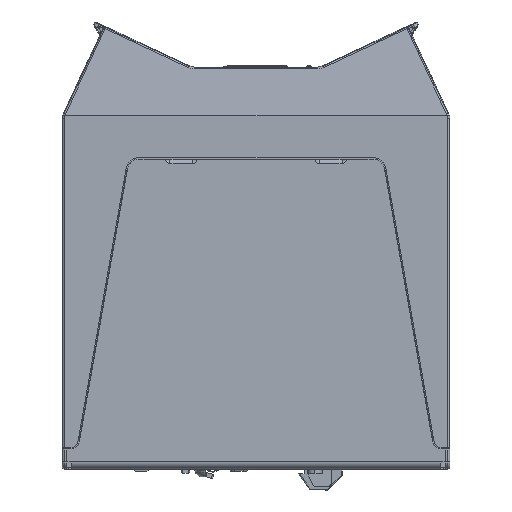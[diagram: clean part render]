
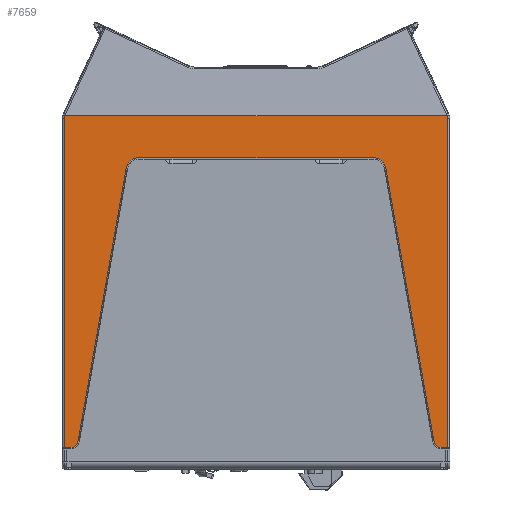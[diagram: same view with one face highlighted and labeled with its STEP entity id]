
A CAD part, left-side view. The second image highlights one B-rep face of the part: STEP entity #7659.
In plain terms, the highlighted planar face has unit normal (-1, 0, 0).
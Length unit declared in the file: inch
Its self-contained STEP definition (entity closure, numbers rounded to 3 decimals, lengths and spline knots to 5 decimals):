
#565 = CARTESIAN_POINT ( 'NONE',  ( -1.02362, 1.60657, 1.33712 ) ) ;
#916 = VERTEX_POINT ( 'NONE', #114498 ) ;
#1458 = ORIENTED_EDGE ( 'NONE', *, *, #17017, .T. ) ;
#1645 = EDGE_CURVE ( 'NONE', #111435, #102845, #103269, .T. ) ;
#1884 = DIRECTION ( 'NONE',  ( 0., -1., 0. ) ) ;
#3163 = CARTESIAN_POINT ( 'NONE',  ( -1.02362, 2.62598, 0.34814 ) ) ;
#5637 = VERTEX_POINT ( 'NONE', #29096 ) ;
#5668 = DIRECTION ( 'NONE',  ( 0., 0., -1. ) ) ;
#6439 = CIRCLE ( 'NONE', #72617, 0.12598 ) ;
#7659 = ADVANCED_FACE ( 'NONE', ( #73957 ), #26296, .T. ) ;
#7872 = AXIS2_PLACEMENT_3D ( 'NONE', #91062, #62906, #73541 ) ;
#8235 = DIRECTION ( 'NONE',  ( 0., -1., 0. ) ) ;
#8636 = DIRECTION ( 'NONE',  ( 0., 1., 0. ) ) ;
#10358 = CARTESIAN_POINT ( 'NONE',  ( -1.02362, 1.78104, 1.36789 ) ) ;
#10545 = LINE ( 'NONE', #97028, #56747 ) ;
#11173 = DIRECTION ( 'NONE',  ( 0., -0.174, 0.985 ) ) ;
#12352 = VECTOR ( 'NONE', #54548, 39.37008 ) ;
#13912 = VECTOR ( 'NONE', #86725, 39.37008 ) ;
#14180 = ORIENTED_EDGE ( 'NONE', *, *, #49535, .T. ) ;
#16599 = EDGE_CURVE ( 'NONE', #88902, #100497, #114120, .T. ) ;
#17017 = EDGE_CURVE ( 'NONE', #40968, #31859, #10545, .T. ) ;
#18045 = CARTESIAN_POINT ( 'NONE',  ( -1.02362, -2.65748, 2.08868 ) ) ;
#18778 = VERTEX_POINT ( 'NONE', #32497 ) ;
#19110 = DIRECTION ( 'NONE',  ( 0., 0., -1. ) ) ;
#19627 = AXIS2_PLACEMENT_3D ( 'NONE', #121355, #103823, #85060 ) ;
#20256 = ORIENTED_EDGE ( 'NONE', *, *, #105147, .F. ) ;
#20284 = LINE ( 'NONE', #29089, #13912 ) ;
#20833 = CARTESIAN_POINT ( 'NONE',  ( -1.02362, -1.60657, 1.33712 ) ) ;
#22637 = CIRCLE ( 'NONE', #102693, 0.12598 ) ;
#25717 = CARTESIAN_POINT ( 'NONE',  ( -1.02362, -1.72045, 1.47284 ) ) ;
#26087 = EDGE_CURVE ( 'NONE', #61784, #112534, #20284, .T. ) ;
#26296 = PLANE ( 'NONE',  #29392 ) ;
#26387 = AXIS2_PLACEMENT_3D ( 'NONE', #565, #78949, #69548 ) ;
#26810 = ORIENTED_EDGE ( 'NONE', *, *, #90253, .T. ) ;
#27164 = CARTESIAN_POINT ( 'NONE',  ( -1.02362, 2.44203, -2.38076 ) ) ;
#29089 = CARTESIAN_POINT ( 'NONE',  ( -1.02362, 1.60657, 1.51429 ) ) ;
#29096 = CARTESIAN_POINT ( 'NONE',  ( -1.02362, 2.62598, 2.05377 ) ) ;
#29212 = EDGE_CURVE ( 'NONE', #31859, #916, #90446, .T. ) ;
#29392 = AXIS2_PLACEMENT_3D ( 'NONE', #92716, #55797, #64568 ) ;
#30194 = LINE ( 'NONE', #41472, #110611 ) ;
#30599 = CARTESIAN_POINT ( 'NONE',  ( -1.02362, -2.62598, -2.46209 ) ) ;
#31859 = VERTEX_POINT ( 'NONE', #10358 ) ;
#32497 = CARTESIAN_POINT ( 'NONE',  ( -1.02362, -2.62598, 2.05377 ) ) ;
#32870 = CARTESIAN_POINT ( 'NONE',  ( -1.02362, -2.62105, 2.08868 ) ) ;
#32999 = VECTOR ( 'NONE', #8636, 39.37008 ) ;
#33461 = ORIENTED_EDGE ( 'NONE', *, *, #117769, .F. ) ;
#34405 = EDGE_CURVE ( 'NONE', #112534, #90326, #109542, .T. ) ;
#34794 = EDGE_CURVE ( 'NONE', #916, #61784, #69683, .T. ) ;
#40968 = VERTEX_POINT ( 'NONE', #27164 ) ;
#41472 = CARTESIAN_POINT ( 'NONE',  ( -1.02362, -1.78104, 1.36789 ) ) ;
#46751 = VERTEX_POINT ( 'NONE', #92553 ) ;
#47015 = DIRECTION ( 'NONE',  ( 1., 0., 0. ) ) ;
#47480 = ORIENTED_EDGE ( 'NONE', *, *, #82508, .T. ) ;
#47873 = DIRECTION ( 'NONE',  ( 1., 0., 0. ) ) ;
#47991 = CIRCLE ( 'NONE', #7872, 0.09843 ) ;
#49535 = EDGE_CURVE ( 'NONE', #62453, #123761, #104109, .T. ) ;
#50844 = CARTESIAN_POINT ( 'NONE',  ( -1.02362, 2.62598, -2.46209 ) ) ;
#54548 = DIRECTION ( 'NONE',  ( 0., 0., 1. ) ) ;
#54593 = CARTESIAN_POINT ( 'NONE',  ( -1.02362, 2.62598, -2.46209 ) ) ;
#55787 = DIRECTION ( 'NONE',  ( 0., 0., 1. ) ) ;
#55797 = DIRECTION ( 'NONE',  ( -1., 0., 0. ) ) ;
#55909 = ORIENTED_EDGE ( 'NONE', *, *, #57457, .T. ) ;
#56747 = VECTOR ( 'NONE', #11173, 39.37008 ) ;
#57457 = EDGE_CURVE ( 'NONE', #60541, #62453, #47991, .T. ) ;
#60541 = VERTEX_POINT ( 'NONE', #110905 ) ;
#61532 = DIRECTION ( 'NONE',  ( 0., -0.174, -0.985 ) ) ;
#61784 = VERTEX_POINT ( 'NONE', #102263 ) ;
#62453 = VERTEX_POINT ( 'NONE', #73827 ) ;
#62906 = DIRECTION ( 'NONE',  ( -1., 0., 0. ) ) ;
#64568 = DIRECTION ( 'NONE',  ( 0., 0., -1. ) ) ;
#64632 = DIRECTION ( 'NONE',  ( -1., 0., 0. ) ) ;
#65950 = CARTESIAN_POINT ( 'NONE',  ( -1.02362, -2.53896, -2.46209 ) ) ;
#66792 = LINE ( 'NONE', #104966, #99587 ) ;
#69548 = DIRECTION ( 'NONE',  ( 0., 0.985, 0.174 ) ) ;
#69683 = CIRCLE ( 'NONE', #19627, 0.17717 ) ;
#71289 = ORIENTED_EDGE ( 'NONE', *, *, #89206, .T. ) ;
#71508 = ORIENTED_EDGE ( 'NONE', *, *, #34405, .T. ) ;
#72617 = AXIS2_PLACEMENT_3D ( 'NONE', #101121, #111134, #92962 ) ;
#73541 = DIRECTION ( 'NONE',  ( 0., 0.985, -0.174 ) ) ;
#73827 = CARTESIAN_POINT ( 'NONE',  ( -1.02362, -2.53896, -2.46209 ) ) ;
#73957 = FACE_OUTER_BOUND ( 'NONE', #83271, .T. ) ;
#75447 = ORIENTED_EDGE ( 'NONE', *, *, #26087, .T. ) ;
#76700 = CARTESIAN_POINT ( 'NONE',  ( -1.02362, -2.5, 2.05377 ) ) ;
#78949 = DIRECTION ( 'NONE',  ( 1., 0., 0. ) ) ;
#81216 = ORIENTED_EDGE ( 'NONE', *, *, #29212, .T. ) ;
#82508 = EDGE_CURVE ( 'NONE', #90326, #46751, #113974, .T. ) ;
#83130 = DIRECTION ( 'NONE',  ( 1., 0., 0. ) ) ;
#83271 = EDGE_LOOP ( 'NONE', ( #33461, #84640, #26810, #1458, #81216, #95120, #75447, #71508, #47480, #71289, #55909, #14180, #99692, #116143, #120177, #20256 ) ) ;
#84640 = ORIENTED_EDGE ( 'NONE', *, *, #16599, .T. ) ;
#85060 = DIRECTION ( 'NONE',  ( 0., 0.643, 0.766 ) ) ;
#86725 = DIRECTION ( 'NONE',  ( 0., -1., 0. ) ) ;
#86820 = AXIS2_PLACEMENT_3D ( 'NONE', #101556, #64632, #5668 ) ;
#88902 = VERTEX_POINT ( 'NONE', #54593 ) ;
#89206 = EDGE_CURVE ( 'NONE', #46751, #60541, #30194, .T. ) ;
#90253 = EDGE_CURVE ( 'NONE', #100497, #40968, #116766, .T. ) ;
#90326 = VERTEX_POINT ( 'NONE', #25717 ) ;
#90446 = CIRCLE ( 'NONE', #26387, 0.17717 ) ;
#91062 = CARTESIAN_POINT ( 'NONE',  ( -1.02362, -2.53896, -2.36367 ) ) ;
#91966 = AXIS2_PLACEMENT_3D ( 'NONE', #20833, #83130, #111910 ) ;
#92553 = CARTESIAN_POINT ( 'NONE',  ( -1.02362, -1.78104, 1.36789 ) ) ;
#92716 = CARTESIAN_POINT ( 'NONE',  ( -1.02362, 0., 0.59756 ) ) ;
#92962 = DIRECTION ( 'NONE',  ( 0., 0.994, 0.112 ) ) ;
#94242 = CARTESIAN_POINT ( 'NONE',  ( -1.02362, -1.60657, 1.51429 ) ) ;
#95120 = ORIENTED_EDGE ( 'NONE', *, *, #34794, .T. ) ;
#95458 = DIRECTION ( 'NONE',  ( 0., -0.994, 0.112 ) ) ;
#96663 = VECTOR ( 'NONE', #1884, 39.37008 ) ;
#96750 = EDGE_CURVE ( 'NONE', #18778, #123761, #66792, .T. ) ;
#97028 = CARTESIAN_POINT ( 'NONE',  ( -1.02362, 2.44203, -2.38076 ) ) ;
#97572 = AXIS2_PLACEMENT_3D ( 'NONE', #113376, #47015, #55787 ) ;
#99587 = VECTOR ( 'NONE', #19110, 39.37008 ) ;
#99692 = ORIENTED_EDGE ( 'NONE', *, *, #96750, .F. ) ;
#100497 = VERTEX_POINT ( 'NONE', #122601 ) ;
#101121 = CARTESIAN_POINT ( 'NONE',  ( -1.02362, 2.5, 2.05377 ) ) ;
#101556 = CARTESIAN_POINT ( 'NONE',  ( -1.02362, 2.53896, -2.36367 ) ) ;
#102263 = CARTESIAN_POINT ( 'NONE',  ( -1.02362, 1.60657, 1.51429 ) ) ;
#102693 = AXIS2_PLACEMENT_3D ( 'NONE', #76700, #47873, #95458 ) ;
#102845 = VERTEX_POINT ( 'NONE', #118246 ) ;
#103269 = LINE ( 'NONE', #18045, #32999 ) ;
#103823 = DIRECTION ( 'NONE',  ( 1., 0., 0. ) ) ;
#104109 = LINE ( 'NONE', #65950, #120436 ) ;
#104966 = CARTESIAN_POINT ( 'NONE',  ( -1.02362, -2.62598, 0.34814 ) ) ;
#105147 = EDGE_CURVE ( 'NONE', #5637, #102845, #6439, .T. ) ;
#106346 = EDGE_CURVE ( 'NONE', #111435, #18778, #22637, .T. ) ;
#109542 = CIRCLE ( 'NONE', #97572, 0.17717 ) ;
#109664 = LINE ( 'NONE', #3163, #12352 ) ;
#110611 = VECTOR ( 'NONE', #61532, 39.37008 ) ;
#110905 = CARTESIAN_POINT ( 'NONE',  ( -1.02362, -2.44203, -2.38076 ) ) ;
#111134 = DIRECTION ( 'NONE',  ( 1., 0., 0. ) ) ;
#111435 = VERTEX_POINT ( 'NONE', #32870 ) ;
#111910 = DIRECTION ( 'NONE',  ( 0., -0.643, 0.766 ) ) ;
#112534 = VERTEX_POINT ( 'NONE', #94242 ) ;
#113376 = CARTESIAN_POINT ( 'NONE',  ( -1.02362, -1.60657, 1.33712 ) ) ;
#113974 = CIRCLE ( 'NONE', #91966, 0.17717 ) ;
#114120 = LINE ( 'NONE', #50844, #96663 ) ;
#114498 = CARTESIAN_POINT ( 'NONE',  ( -1.02362, 1.72045, 1.47284 ) ) ;
#116143 = ORIENTED_EDGE ( 'NONE', *, *, #106346, .F. ) ;
#116766 = CIRCLE ( 'NONE', #86820, 0.09843 ) ;
#117769 = EDGE_CURVE ( 'NONE', #88902, #5637, #109664, .T. ) ;
#118246 = CARTESIAN_POINT ( 'NONE',  ( -1.02362, 2.62105, 2.08868 ) ) ;
#120177 = ORIENTED_EDGE ( 'NONE', *, *, #1645, .T. ) ;
#120436 = VECTOR ( 'NONE', #8235, 39.37008 ) ;
#121355 = CARTESIAN_POINT ( 'NONE',  ( -1.02362, 1.60657, 1.33712 ) ) ;
#122601 = CARTESIAN_POINT ( 'NONE',  ( -1.02362, 2.53896, -2.46209 ) ) ;
#123761 = VERTEX_POINT ( 'NONE', #30599 ) ;
